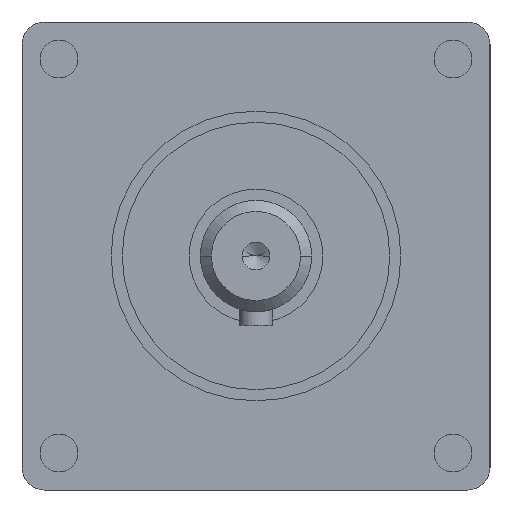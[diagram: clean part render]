
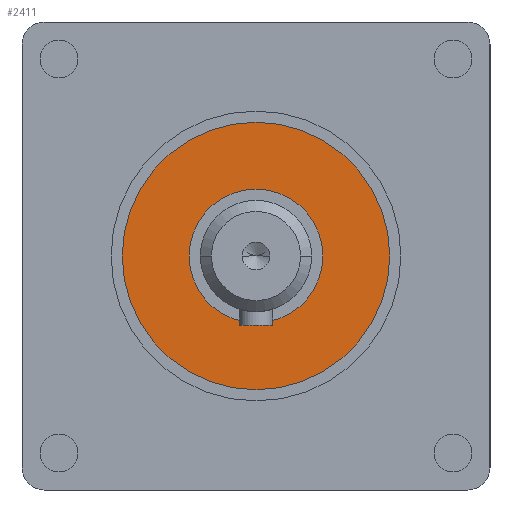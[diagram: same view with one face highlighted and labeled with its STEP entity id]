
A CAD part, left-side view. The second image highlights one B-rep face of the part: STEP entity #2411.
In plain terms, the highlighted planar face has unit normal (-1, 0, 0).
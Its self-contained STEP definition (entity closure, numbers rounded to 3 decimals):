
#46 = EDGE_CURVE ( 'NONE', #4045, #2693, #108, .T. ) ;
#108 = CIRCLE ( 'NONE', #3290, 12. ) ;
#171 = EDGE_LOOP ( 'NONE', ( #1410, #2046 ) ) ;
#172 = DIRECTION ( 'NONE',  ( 0., 1., 0. ) ) ;
#246 = CARTESIAN_POINT ( 'NONE',  ( 53.79, -6., 0. ) ) ;
#255 = EDGE_CURVE ( 'NONE', #2693, #4045, #4538, .T. ) ;
#264 = AXIS2_PLACEMENT_3D ( 'NONE', #4244, #4986, #3863 ) ;
#327 = DIRECTION ( 'NONE',  ( 0., 1., 0. ) ) ;
#646 = DIRECTION ( 'NONE',  ( -1., 0., 0. ) ) ;
#690 = AXIS2_PLACEMENT_3D ( 'NONE', #246, #957, #4568 ) ;
#739 = DIRECTION ( 'NONE',  ( -1., 0., 0. ) ) ;
#839 = CIRCLE ( 'NONE', #3535, 6. ) ;
#957 = DIRECTION ( 'NONE',  ( 1., 0., 0. ) ) ;
#1062 = CARTESIAN_POINT ( 'NONE',  ( 53.79, 0., 0. ) ) ;
#1410 = ORIENTED_EDGE ( 'NONE', *, *, #46, .T. ) ;
#1854 = CIRCLE ( 'NONE', #4852, 6. ) ;
#1943 = CARTESIAN_POINT ( 'NONE',  ( 53.79, 12., 0. ) ) ;
#2046 = ORIENTED_EDGE ( 'NONE', *, *, #255, .T. ) ;
#2251 = CARTESIAN_POINT ( 'NONE',  ( 53.79, 0., 0. ) ) ;
#2384 = VERTEX_POINT ( 'NONE', #3764 ) ;
#2411 = ADVANCED_FACE ( 'NONE', ( #2975, #4491 ), #3293, .F. ) ;
#2677 = CARTESIAN_POINT ( 'NONE',  ( 53.79, 6., 0. ) ) ;
#2693 = VERTEX_POINT ( 'NONE', #3981 ) ;
#2975 = FACE_OUTER_BOUND ( 'NONE', #171, .T. ) ;
#3022 = EDGE_CURVE ( 'NONE', #3192, #2384, #1854, .T. ) ;
#3192 = VERTEX_POINT ( 'NONE', #2677 ) ;
#3290 = AXIS2_PLACEMENT_3D ( 'NONE', #2251, #4337, #327 ) ;
#3293 = PLANE ( 'NONE',  #690 ) ;
#3535 = AXIS2_PLACEMENT_3D ( 'NONE', #4989, #646, #172 ) ;
#3690 = EDGE_LOOP ( 'NONE', ( #4294, #4400 ) ) ;
#3764 = CARTESIAN_POINT ( 'NONE',  ( 53.79, -6., 0. ) ) ;
#3812 = EDGE_CURVE ( 'NONE', #2384, #3192, #839, .T. ) ;
#3863 = DIRECTION ( 'NONE',  ( 0., 1., 0. ) ) ;
#3884 = DIRECTION ( 'NONE',  ( 0., 1., 0. ) ) ;
#3981 = CARTESIAN_POINT ( 'NONE',  ( 53.79, -12., 0. ) ) ;
#4045 = VERTEX_POINT ( 'NONE', #1943 ) ;
#4244 = CARTESIAN_POINT ( 'NONE',  ( 53.79, 0., 0. ) ) ;
#4294 = ORIENTED_EDGE ( 'NONE', *, *, #3022, .F. ) ;
#4337 = DIRECTION ( 'NONE',  ( -1., 0., 0. ) ) ;
#4400 = ORIENTED_EDGE ( 'NONE', *, *, #3812, .F. ) ;
#4491 = FACE_BOUND ( 'NONE', #3690, .T. ) ;
#4538 = CIRCLE ( 'NONE', #264, 12. ) ;
#4568 = DIRECTION ( 'NONE',  ( 0., 0., -1. ) ) ;
#4852 = AXIS2_PLACEMENT_3D ( 'NONE', #1062, #739, #3884 ) ;
#4986 = DIRECTION ( 'NONE',  ( -1., 0., 0. ) ) ;
#4989 = CARTESIAN_POINT ( 'NONE',  ( 53.79, 0., 0. ) ) ;
